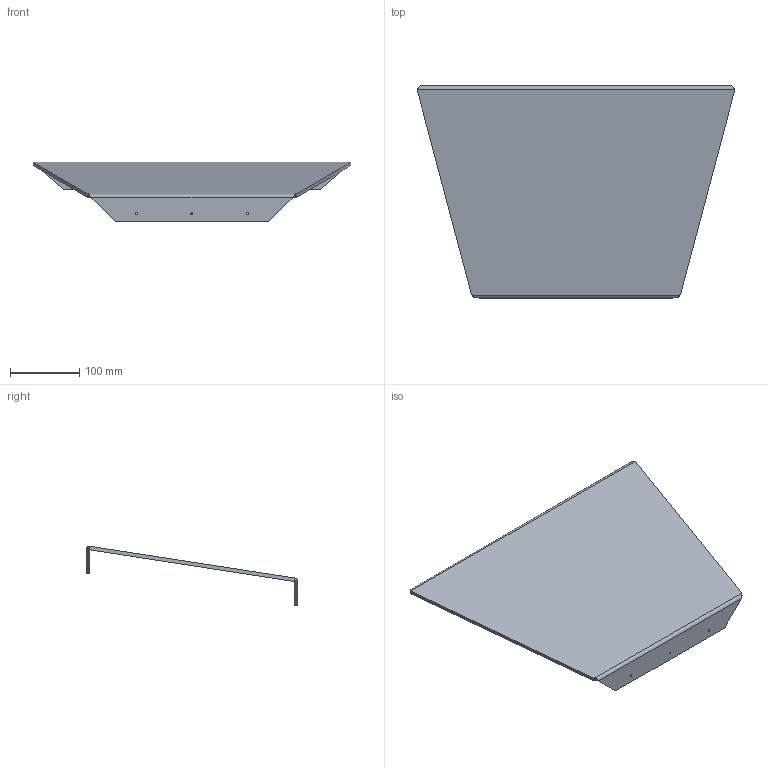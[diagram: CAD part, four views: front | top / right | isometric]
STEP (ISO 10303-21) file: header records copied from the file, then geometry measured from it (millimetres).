
FILE_DESCRIPTION((''),'2;1');
FILE_NAME('CP1','2017-05-22T',('salasloc'),(''),'CREO PARAMETRIC BY PTC INC, 2015080','CREO PARAMETRIC BY PTC INC, 2015080','');
FILE_SCHEMA(('CONFIG_CONTROL_DESIGN'));
Length unit declared in the file: millimetre
Products named in the file (1): CP1
Bounding box: 458.94 x 306.28 x 85.75 mm (x, y, z)
Volume: 699366.7 mm3; surface area: 287381.1 mm2
Topology: 1 solids, 1 shells, 36 faces, 90 edges, 56 vertices
Faces by surface type: plane 18, cylinder 14, bspline 4
Entity records: 1274 total; most frequent: CARTESIAN_POINT 352, ORIENTED_EDGE 180, DIRECTION 174, EDGE_CURVE 90, VECTOR 62, LINE 62, AXIS2_PLACEMENT_3D 56, VERTEX_POINT 56
